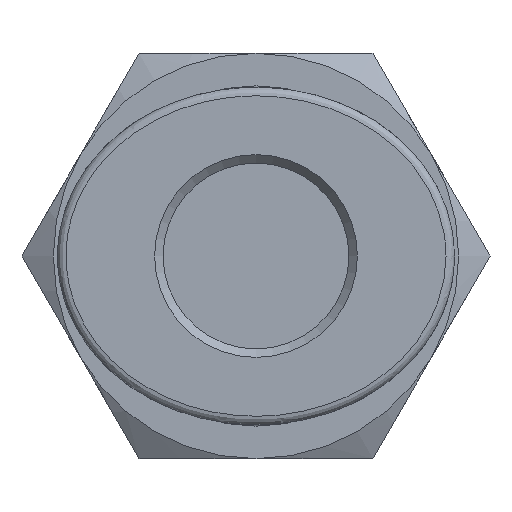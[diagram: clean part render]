
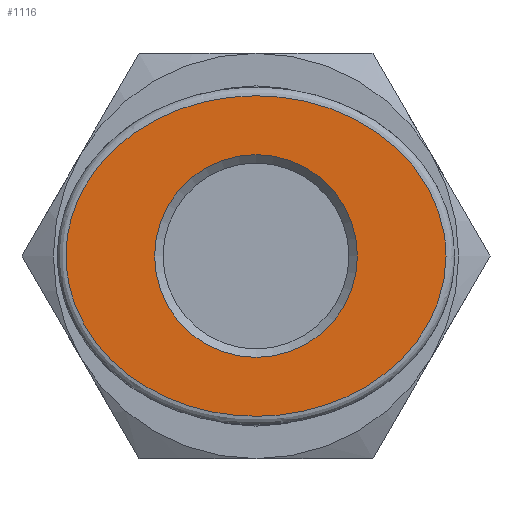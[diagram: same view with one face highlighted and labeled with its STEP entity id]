
A CAD part, left-side view. The second image highlights one B-rep face of the part: STEP entity #1116.
In plain terms, the highlighted face is planar.
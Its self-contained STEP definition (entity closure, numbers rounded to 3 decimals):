
#1053=CARTESIAN_POINT('',(3.575,4.6,0.));
#1054=VERTEX_POINT('',#1053);
#1055=CARTESIAN_POINT('',(0.,4.6,0.0));
#1056=DIRECTION('',(0.0,1.0,0.0));
#1057=DIRECTION('',(-1.0,0.0,0.0));
#1058=AXIS2_PLACEMENT_3D('',#1055,#1056,#1057);
#1059=CIRCLE('',#1058,3.575);
#1060=EDGE_CURVE('',#1054,#1054,#1059,.T.);
#1085=CARTESIAN_POINT('',(0.,4.6,0.));
#1086=DIRECTION('',(0.0,-1.0,0.0));
#1087=DIRECTION('',(0.0,0.0,-1.0));
#1088=AXIS2_PLACEMENT_3D('',#1085,#1086,#1087);
#1089=PLANE('',#1088);
#1090=CARTESIAN_POINT('',(6.7,4.6,0.));
#1091=VERTEX_POINT('',#1090);
#1092=CARTESIAN_POINT('',(6.701,4.6,0.001));
#1093=CARTESIAN_POINT('',(6.701,4.6,0.923));
#1094=CARTESIAN_POINT('',(6.136,4.6,2.768));
#1095=CARTESIAN_POINT('',(3.36,4.6,5.367));
#1096=CARTESIAN_POINT('',(-0.531,4.6,6.014));
#1097=CARTESIAN_POINT('',(-4.058,4.6,4.719));
#1098=CARTESIAN_POINT('',(-5.901,4.6,2.98));
#1099=CARTESIAN_POINT('',(-6.729,4.6,0.942));
#1100=CARTESIAN_POINT('',(-6.73,4.6,-0.942));
#1101=CARTESIAN_POINT('',(-5.779,4.6,-3.274));
#1102=CARTESIAN_POINT('',(-3.768,4.6,-4.884));
#1103=CARTESIAN_POINT('',(-0.21,4.6,-5.958));
#1104=CARTESIAN_POINT('',(3.361,4.6,-5.368));
#1105=CARTESIAN_POINT('',(6.135,4.6,-2.768));
#1106=CARTESIAN_POINT('',(6.701,4.6,-0.922));
#1107=CARTESIAN_POINT('',(6.701,4.6,0.001));
#1108=B_SPLINE_CURVE_WITH_KNOTS('',3,(#1092,#1093,#1094,#1095,#1096,#1097,#1098,#1099,#1100,#1101,#1102,#1103,#1104,#1105,#1106,#1107),.UNSPECIFIED.,.T.,.U.,(4,1,1,1,1,1,1,1,1,1,1,1,1,4),(-3.142,-2.693,-2.244,-1.346,-0.898,-0.449,-0.15,0.15,0.449,1.047,1.346,2.244,2.693,3.142),.UNSPECIFIED.);
#1109=EDGE_CURVE('',#1091,#1091,#1108,.T.);
#1110=ORIENTED_EDGE('',*,*,#1109,.F.);
#1111=EDGE_LOOP('',(#1110));
#1112=FACE_OUTER_BOUND('',#1111,.T.);
#1113=ORIENTED_EDGE('',*,*,#1060,.F.);
#1114=EDGE_LOOP('',(#1113));
#1115=FACE_BOUND('',#1114,.T.);
#1116=ADVANCED_FACE('',(#1112,#1115),#1089,.F.);
